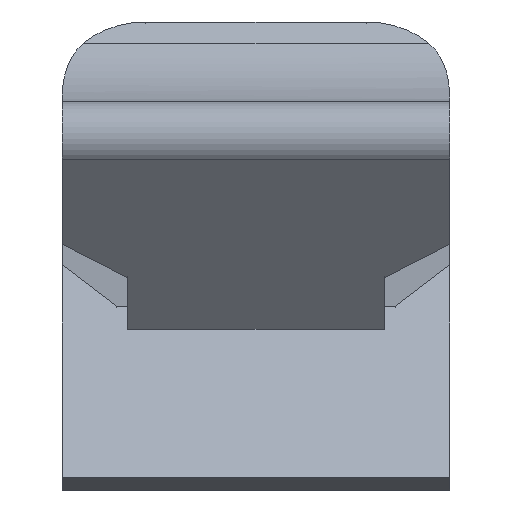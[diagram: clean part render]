
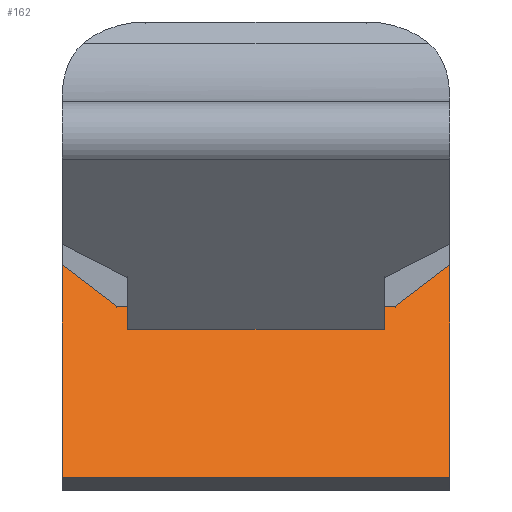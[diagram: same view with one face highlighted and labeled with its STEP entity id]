
A CAD part, top view. The second image highlights one B-rep face of the part: STEP entity #162.
In plain terms, the highlighted planar face has unit normal (0, 0.572, 0.821).
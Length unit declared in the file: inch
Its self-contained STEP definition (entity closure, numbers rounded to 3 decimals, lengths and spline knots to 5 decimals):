
#119=FACE_BOUND('',#269,.T.);
#120=FACE_BOUND('',#270,.T.);
#162=ADVANCED_FACE('',(#119,#120),#202,.F.);
#202=PLANE('',#908);
#269=EDGE_LOOP('',(#409,#410,#411,#412,#413,#414));
#270=EDGE_LOOP('',(#415,#416,#417,#418));
#409=ORIENTED_EDGE('',*,*,#682,.T.);
#410=ORIENTED_EDGE('',*,*,#683,.T.);
#411=ORIENTED_EDGE('',*,*,#615,.F.);
#412=ORIENTED_EDGE('',*,*,#625,.F.);
#413=ORIENTED_EDGE('',*,*,#613,.F.);
#414=ORIENTED_EDGE('',*,*,#684,.T.);
#415=ORIENTED_EDGE('',*,*,#610,.T.);
#416=ORIENTED_EDGE('',*,*,#619,.F.);
#417=ORIENTED_EDGE('',*,*,#602,.F.);
#418=ORIENTED_EDGE('',*,*,#591,.F.);
#517=VERTEX_POINT('',#1149);
#518=VERTEX_POINT('',#1151);
#528=VERTEX_POINT('',#1174);
#532=VERTEX_POINT('',#1186);
#535=VERTEX_POINT('',#1193);
#536=VERTEX_POINT('',#1195);
#537=VERTEX_POINT('',#1199);
#538=VERTEX_POINT('',#1200);
#587=VERTEX_POINT('',#1328);
#588=VERTEX_POINT('',#1329);
#591=EDGE_CURVE('',#517,#518,#702,.T.);
#602=EDGE_CURVE('',#518,#528,#713,.T.);
#610=EDGE_CURVE('',#517,#532,#721,.T.);
#613=EDGE_CURVE('',#535,#536,#724,.T.);
#615=EDGE_CURVE('',#537,#538,#726,.T.);
#619=EDGE_CURVE('',#528,#532,#730,.T.);
#625=EDGE_CURVE('',#536,#537,#736,.T.);
#682=EDGE_CURVE('',#587,#588,#769,.T.);
#683=EDGE_CURVE('',#588,#538,#770,.T.);
#684=EDGE_CURVE('',#535,#587,#771,.T.);
#702=LINE('',#1150,#785);
#713=LINE('',#1173,#796);
#721=LINE('',#1187,#804);
#724=LINE('',#1194,#807);
#726=LINE('',#1198,#809);
#730=LINE('',#1207,#813);
#736=LINE('',#1218,#819);
#769=LINE('',#1327,#852);
#770=LINE('',#1330,#853);
#771=LINE('',#1331,#854);
#785=VECTOR('',#935,1.);
#796=VECTOR('',#950,1.);
#804=VECTOR('',#960,1.);
#807=VECTOR('',#965,1.);
#809=VECTOR('',#969,1.);
#813=VECTOR('',#975,1.);
#819=VECTOR('',#983,1.);
#852=VECTOR('',#1084,1.);
#853=VECTOR('',#1085,1.);
#854=VECTOR('',#1086,1.);
#908=AXIS2_PLACEMENT_3D('',#1332,#1087,#1088);
#935=DIRECTION('',(-1.,0.,0.));
#950=DIRECTION('',(0.,-0.821,0.571));
#960=DIRECTION('',(0.,-0.821,0.571));
#965=DIRECTION('',(0.,-0.821,0.571));
#969=DIRECTION('',(0.,0.821,-0.571));
#975=DIRECTION('',(1.,0.,0.));
#983=DIRECTION('',(-1.,0.,0.));
#1084=DIRECTION('',(-1.,0.,0.));
#1085=DIRECTION('',(-0.733,0.558,-0.389));
#1086=DIRECTION('',(-0.733,-0.558,0.389));
#1087=DIRECTION('',(0.,-0.571,-0.821));
#1088=DIRECTION('',(0.,0.821,-0.571));
#1149=CARTESIAN_POINT('',(0.16522,0.03716,0.61246));
#1150=CARTESIAN_POINT('',(-0.25,0.03716,0.61246));
#1151=CARTESIAN_POINT('',(-0.16522,0.03716,0.61246));
#1173=CARTESIAN_POINT('',(-0.16522,-0.06601,0.6843));
#1174=CARTESIAN_POINT('',(-0.16522,0.01342,0.62899));
#1186=CARTESIAN_POINT('',(0.16522,0.01342,0.62899));
#1187=CARTESIAN_POINT('',(0.16522,-0.06601,0.6843));
#1193=CARTESIAN_POINT('',(0.25,0.09691,0.57084));
#1194=CARTESIAN_POINT('',(0.25,-0.178,0.7623));
#1195=CARTESIAN_POINT('',(0.25,-0.178,0.7623));
#1198=CARTESIAN_POINT('',(-0.25,-0.178,0.7623));
#1199=CARTESIAN_POINT('',(-0.25,-0.178,0.7623));
#1200=CARTESIAN_POINT('',(-0.25,0.09691,0.57084));
#1207=CARTESIAN_POINT('',(-0.25,0.01342,0.62899));
#1218=CARTESIAN_POINT('',(-0.25,-0.178,0.7623));
#1327=CARTESIAN_POINT('',(-0.25,0.04357,0.60799));
#1328=CARTESIAN_POINT('',(0.18,0.04357,0.60799));
#1329=CARTESIAN_POINT('',(-0.18,0.04357,0.60799));
#1330=CARTESIAN_POINT('',(-0.08296,-0.03038,0.65949));
#1331=CARTESIAN_POINT('',(-0.18553,-0.23497,0.80197));
#1332=CARTESIAN_POINT('',(-0.25,-0.178,0.7623));
